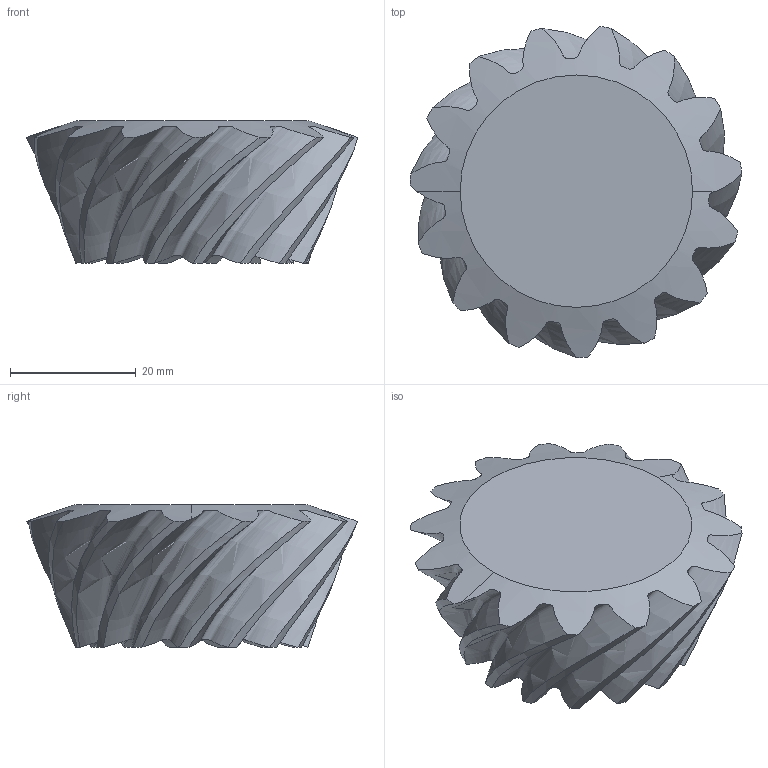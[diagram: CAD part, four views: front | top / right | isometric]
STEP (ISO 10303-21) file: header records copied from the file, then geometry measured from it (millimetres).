
FILE_DESCRIPTION((''),'2;1');
FILE_NAME('SMALL_BEVEL_GEAR','2020-12-28T20:23:00',('TINH LE'),(''),'CREO PARAMETRIC BY PTC INC, 2020154','CREO PARAMETRIC BY PTC INC, 2020154','');
FILE_SCHEMA(('CONFIG_CONTROL_DESIGN'));
Length unit declared in the file: millimetre
Products named in the file (1): SMALL_BEVEL_GEAR
Bounding box: 52.81 x 52.71 x 22.7 mm (x, y, z)
Volume: 28640.2 mm3; surface area: 8064.1 mm2
Topology: 1 solids, 1 shells, 36 faces, 140 edges, 106 vertices
Faces by surface type: cone 19, bspline 15, plane 2
Entity records: 12197 total; most frequent: CARTESIAN_POINT 11168, ORIENTED_EDGE 280, EDGE_CURVE 140, DIRECTION 114, VERTEX_POINT 106, B_SPLINE_CURVE_WITH_KNOTS 102, AXIS2_PLACEMENT_3D 55, EDGE_LOOP 36
